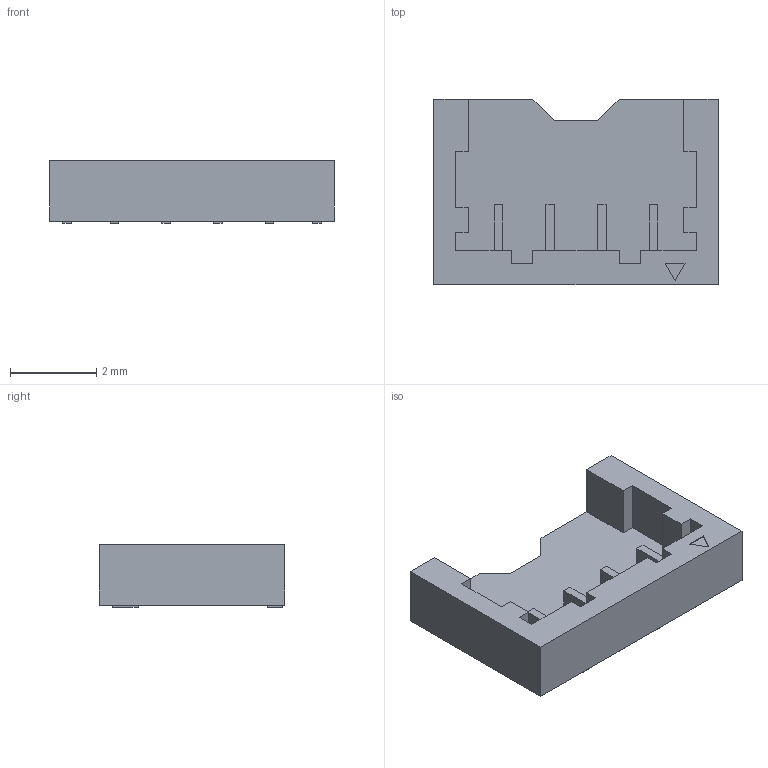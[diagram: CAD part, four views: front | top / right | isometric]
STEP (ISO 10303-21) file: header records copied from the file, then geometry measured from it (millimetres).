
FILE_DESCRIPTION(('FreeCAD Model'),'2;1');
FILE_NAME('BM04B-ACHSS-A-GAN.step', '2017-02-23T16:29:50',('kicad StepUp'),('ksu MCAD'), 'Open CASCADE STEP processor 6.8','FreeCAD','Unknown');
FILE_SCHEMA(('AUTOMOTIVE_DESIGN_CC2 { 1 2 10303 214 -1 1 5 4 }'));
Length unit declared in the file: millimetre
Products named in the file (2): ASSEMBLY; BM04B-ACHSS-A-GAN
Assembly tree (1 placements, depth 2):
  ASSEMBLY
    BM04B-ACHSS-A-GAN
Bounding box: 6.6 x 4.3 x 1.45 mm (x, y, z)
Volume: 17.5 mm3; surface area: 103.9 mm2
Topology: 1 solids, 1 shells, 84 faces, 225 edges, 150 vertices
Faces by surface type: plane 84
Entity records: 3188 total; most frequent: CARTESIAN_POINT 461, ORIENTED_EDGE 450, DIRECTION 397, EDGE_CURVE 225, LINE 225, VECTOR 225, VERTEX_POINT 150, FACE_BOUND 91
